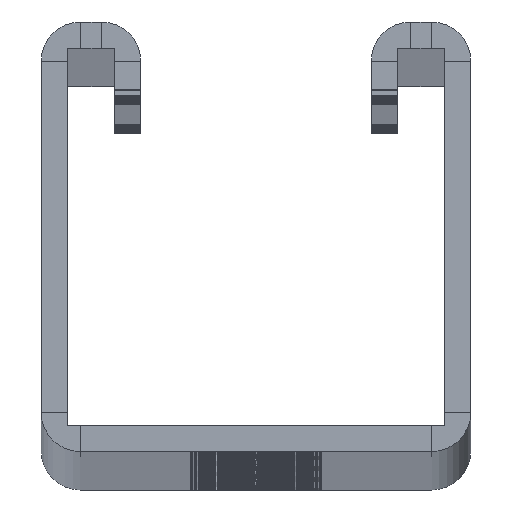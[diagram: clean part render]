
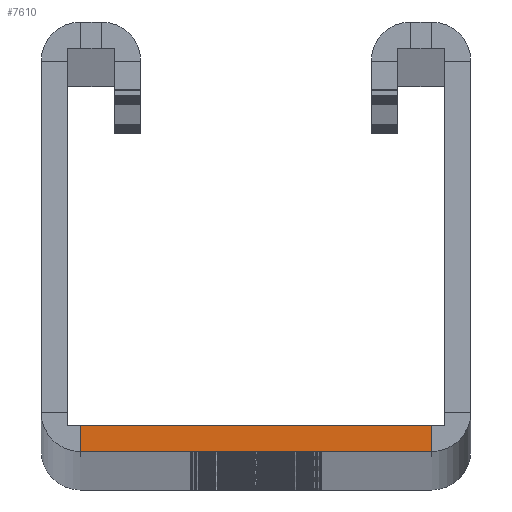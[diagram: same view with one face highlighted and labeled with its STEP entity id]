
A CAD part, top view. The second image highlights one B-rep face of the part: STEP entity #7610.
In plain terms, the highlighted planar face has unit normal (0, 0, 1).
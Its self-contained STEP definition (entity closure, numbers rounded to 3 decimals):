
#229 = VECTOR ( 'NONE', #25073, 1000. ) ;
#1559 = VECTOR ( 'NONE', #55395, 1000. ) ;
#3205 = DIRECTION ( 'NONE',  ( 1., 0., 0. ) ) ;
#3700 = CARTESIAN_POINT ( 'NONE',  ( -16.75, 0., 0. ) ) ;
#5532 = ORIENTED_EDGE ( 'NONE', *, *, #67008, .F. ) ;
#5873 = LINE ( 'NONE', #61459, #1559 ) ;
#7186 = LINE ( 'NONE', #35769, #229 ) ;
#7610 = ADVANCED_FACE ( 'NONE', ( #24773 ), #63909, .T. ) ;
#7688 = AXIS2_PLACEMENT_3D ( 'NONE', #69500, #36474, #3205 ) ;
#11371 = EDGE_LOOP ( 'NONE', ( #70973, #62446, #41140, #5532 ) ) ;
#11829 = VECTOR ( 'NONE', #69846, 1000. ) ;
#13603 = VERTEX_POINT ( 'NONE', #3700 ) ;
#14013 = CARTESIAN_POINT ( 'NONE',  ( 0., 0., 0. ) ) ;
#16900 = CARTESIAN_POINT ( 'NONE',  ( 16.75, 2.5, 0. ) ) ;
#20615 = LINE ( 'NONE', #65451, #37950 ) ;
#20676 = EDGE_CURVE ( 'NONE', #30440, #33514, #5873, .T. ) ;
#20908 = CARTESIAN_POINT ( 'NONE',  ( 16.75, 0., 0. ) ) ;
#21763 = EDGE_CURVE ( 'NONE', #22613, #13603, #38766, .T. ) ;
#22613 = VERTEX_POINT ( 'NONE', #20908 ) ;
#24773 = FACE_OUTER_BOUND ( 'NONE', #11371, .T. ) ;
#25073 = DIRECTION ( 'NONE',  ( 0., -1., 0. ) ) ;
#30440 = VERTEX_POINT ( 'NONE', #16900 ) ;
#33514 = VERTEX_POINT ( 'NONE', #50727 ) ;
#35769 = CARTESIAN_POINT ( 'NONE',  ( -16.75, 2.5, 0. ) ) ;
#36474 = DIRECTION ( 'NONE',  ( 0., 0., 1. ) ) ;
#37950 = VECTOR ( 'NONE', #48288, 1000. ) ;
#38766 = LINE ( 'NONE', #14013, #11829 ) ;
#41140 = ORIENTED_EDGE ( 'NONE', *, *, #21763, .F. ) ;
#48288 = DIRECTION ( 'NONE',  ( 0., -1., 0. ) ) ;
#50727 = CARTESIAN_POINT ( 'NONE',  ( -16.75, 2.5, 0. ) ) ;
#55395 = DIRECTION ( 'NONE',  ( -1., 0., 0. ) ) ;
#61459 = CARTESIAN_POINT ( 'NONE',  ( 0., 2.5, 0. ) ) ;
#62446 = ORIENTED_EDGE ( 'NONE', *, *, #66448, .T. ) ;
#63909 = PLANE ( 'NONE',  #7688 ) ;
#65451 = CARTESIAN_POINT ( 'NONE',  ( 16.75, 2.5, 0. ) ) ;
#66448 = EDGE_CURVE ( 'NONE', #33514, #13603, #7186, .T. ) ;
#67008 = EDGE_CURVE ( 'NONE', #30440, #22613, #20615, .T. ) ;
#69500 = CARTESIAN_POINT ( 'NONE',  ( -14.75, 37.25, 0. ) ) ;
#69846 = DIRECTION ( 'NONE',  ( -1., 0., 0. ) ) ;
#70973 = ORIENTED_EDGE ( 'NONE', *, *, #20676, .T. ) ;
